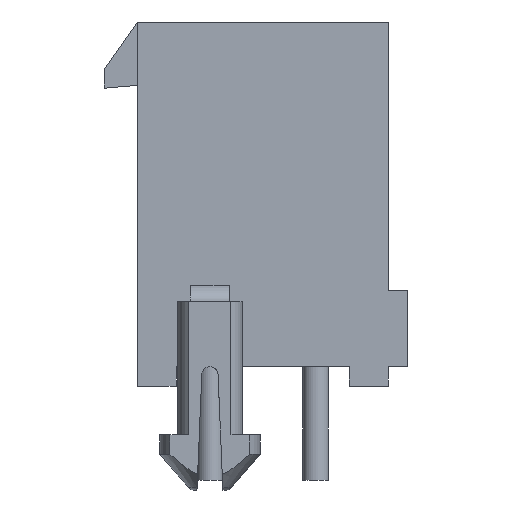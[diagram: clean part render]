
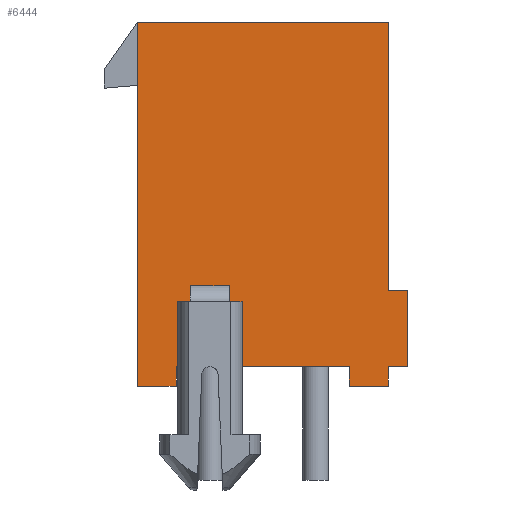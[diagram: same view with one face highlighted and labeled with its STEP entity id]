
A CAD part, left-side view. The second image highlights one B-rep face of the part: STEP entity #6444.
In plain terms, the highlighted planar face has unit normal (-1, 0, 0).
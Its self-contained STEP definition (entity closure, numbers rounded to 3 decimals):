
#374=FACE_OUTER_BOUND('',#788,.T.);
#788=EDGE_LOOP('',(#4715,#4716,#4717,#4718,#4719,#4720,#4721,#4722,#4723,
#4724,#4725,#4726,#4727,#4728,#4729,#4730));
#1134=LINE('',#9048,#1917);
#1430=LINE('',#9657,#2213);
#1440=LINE('',#9677,#2223);
#1441=LINE('',#9679,#2224);
#1442=LINE('',#9681,#2225);
#1443=LINE('',#9683,#2226);
#1444=LINE('',#9685,#2227);
#1445=LINE('',#9687,#2228);
#1446=LINE('',#9689,#2229);
#1447=LINE('',#9691,#2230);
#1448=LINE('',#9693,#2231);
#1449=LINE('',#9694,#2232);
#1450=LINE('',#9696,#2233);
#1451=LINE('',#9698,#2234);
#1452=LINE('',#9700,#2235);
#1453=LINE('',#9701,#2236);
#1917=VECTOR('',#7282,9.83);
#2213=VECTOR('',#7742,14.252);
#2223=VECTOR('',#7754,1.524);
#2224=VECTOR('',#7755,3.175);
#2225=VECTOR('',#7756,4.699);
#2226=VECTOR('',#7757,0.762);
#2227=VECTOR('',#7758,1.524);
#2228=VECTOR('',#7759,0.762);
#2229=VECTOR('',#7760,0.762);
#2230=VECTOR('',#7761,2.997);
#2231=VECTOR('',#7762,0.762);
#2232=VECTOR('',#7763,10.493);
#2233=VECTOR('',#7764,1.524);
#2234=VECTOR('',#7765,0.762);
#2235=VECTOR('',#7766,0.559);
#2236=VECTOR('',#7767,3.175);
#2700=VERTEX_POINT('',#9045);
#2701=VERTEX_POINT('',#9047);
#2932=VERTEX_POINT('',#9656);
#2940=VERTEX_POINT('',#9675);
#2941=VERTEX_POINT('',#9676);
#2942=VERTEX_POINT('',#9678);
#2943=VERTEX_POINT('',#9680);
#2944=VERTEX_POINT('',#9682);
#2945=VERTEX_POINT('',#9684);
#2946=VERTEX_POINT('',#9686);
#2947=VERTEX_POINT('',#9688);
#2948=VERTEX_POINT('',#9690);
#2949=VERTEX_POINT('',#9692);
#2950=VERTEX_POINT('',#9695);
#2951=VERTEX_POINT('',#9697);
#2952=VERTEX_POINT('',#9699);
#3314=EDGE_CURVE('',#2700,#2701,#1134,.T.);
#3610=EDGE_CURVE('',#2932,#2700,#1430,.T.);
#3620=EDGE_CURVE('',#2940,#2941,#1440,.T.);
#3621=EDGE_CURVE('',#2940,#2942,#1441,.T.);
#3622=EDGE_CURVE('',#2942,#2943,#1442,.T.);
#3623=EDGE_CURVE('',#2943,#2944,#1443,.T.);
#3624=EDGE_CURVE('',#2945,#2944,#1444,.T.);
#3625=EDGE_CURVE('',#2945,#2946,#1445,.T.);
#3626=EDGE_CURVE('',#2946,#2947,#1446,.T.);
#3627=EDGE_CURVE('',#2947,#2948,#1447,.T.);
#3628=EDGE_CURVE('',#2949,#2948,#1448,.T.);
#3629=EDGE_CURVE('',#2949,#2701,#1449,.T.);
#3630=EDGE_CURVE('',#2950,#2932,#1450,.T.);
#3631=EDGE_CURVE('',#2951,#2950,#1451,.T.);
#3632=EDGE_CURVE('',#2951,#2952,#1452,.T.);
#3633=EDGE_CURVE('',#2952,#2941,#1453,.T.);
#4715=ORIENTED_EDGE('',*,*,#3620,.F.);
#4716=ORIENTED_EDGE('',*,*,#3621,.T.);
#4717=ORIENTED_EDGE('',*,*,#3622,.T.);
#4718=ORIENTED_EDGE('',*,*,#3623,.T.);
#4719=ORIENTED_EDGE('',*,*,#3624,.F.);
#4720=ORIENTED_EDGE('',*,*,#3625,.T.);
#4721=ORIENTED_EDGE('',*,*,#3626,.T.);
#4722=ORIENTED_EDGE('',*,*,#3627,.T.);
#4723=ORIENTED_EDGE('',*,*,#3628,.F.);
#4724=ORIENTED_EDGE('',*,*,#3629,.T.);
#4725=ORIENTED_EDGE('',*,*,#3314,.F.);
#4726=ORIENTED_EDGE('',*,*,#3610,.F.);
#4727=ORIENTED_EDGE('',*,*,#3630,.F.);
#4728=ORIENTED_EDGE('',*,*,#3631,.F.);
#4729=ORIENTED_EDGE('',*,*,#3632,.T.);
#4730=ORIENTED_EDGE('',*,*,#3633,.T.);
#6097=PLANE('',#6869);
#6444=ADVANCED_FACE('',(#374),#6097,.T.);
#6869=AXIS2_PLACEMENT_3D('',#9674,#7752,#7753);
#7282=DIRECTION('',(0.,-1.,0.));
#7742=DIRECTION('',(0.,0.,1.));
#7752=DIRECTION('center_axis',(-1.,0.,0.));
#7753=DIRECTION('ref_axis',(0.,-1.,0.));
#7754=DIRECTION('',(0.,1.,0.));
#7755=DIRECTION('',(0.,0.,-1.));
#7756=DIRECTION('',(0.,-1.,0.));
#7757=DIRECTION('',(0.,0.,-1.));
#7758=DIRECTION('',(0.,1.,0.));
#7759=DIRECTION('',(0.,0.,1.));
#7760=DIRECTION('',(0.,-1.,0.));
#7761=DIRECTION('',(0.,0.,1.));
#7762=DIRECTION('',(0.,-1.,0.));
#7763=DIRECTION('',(0.,0.,1.));
#7764=DIRECTION('',(0.,1.,0.));
#7765=DIRECTION('',(0.,0.,-1.));
#7766=DIRECTION('',(0.,-1.,0.));
#7767=DIRECTION('',(0.,0.,1.));
#9045=CARTESIAN_POINT('',(-15.265,4.915,14.252));
#9047=CARTESIAN_POINT('',(-15.265,-4.915,14.252));
#9048=CARTESIAN_POINT('',(-15.265,4.915,14.252));
#9656=CARTESIAN_POINT('',(-15.265,4.915,0.));
#9657=CARTESIAN_POINT('',(-15.265,4.915,0.));
#9674=CARTESIAN_POINT('Origin',(-15.265,4.915,14.252));
#9675=CARTESIAN_POINT('',(-15.265,1.308,3.937));
#9676=CARTESIAN_POINT('',(-15.265,2.832,3.937));
#9677=CARTESIAN_POINT('',(-15.265,1.308,3.937));
#9678=CARTESIAN_POINT('',(-15.265,1.308,0.762));
#9679=CARTESIAN_POINT('',(-15.265,1.308,3.937));
#9680=CARTESIAN_POINT('',(-15.265,-3.391,0.762));
#9681=CARTESIAN_POINT('',(-15.265,1.308,0.762));
#9682=CARTESIAN_POINT('',(-15.265,-3.391,0.));
#9683=CARTESIAN_POINT('',(-15.265,-3.391,0.762));
#9684=CARTESIAN_POINT('',(-15.265,-4.915,0.));
#9685=CARTESIAN_POINT('',(-15.265,-4.915,0.));
#9686=CARTESIAN_POINT('',(-15.265,-4.915,0.762));
#9687=CARTESIAN_POINT('',(-15.265,-4.915,0.));
#9688=CARTESIAN_POINT('',(-15.265,-5.677,0.762));
#9689=CARTESIAN_POINT('',(-15.265,-4.915,0.762));
#9690=CARTESIAN_POINT('',(-15.265,-5.677,3.759));
#9691=CARTESIAN_POINT('',(-15.265,-5.677,0.762));
#9692=CARTESIAN_POINT('',(-15.265,-4.915,3.759));
#9693=CARTESIAN_POINT('',(-15.265,-4.915,3.759));
#9694=CARTESIAN_POINT('',(-15.265,-4.915,3.759));
#9695=CARTESIAN_POINT('',(-15.265,3.391,0.));
#9696=CARTESIAN_POINT('',(-15.265,3.391,0.));
#9697=CARTESIAN_POINT('',(-15.265,3.391,0.762));
#9698=CARTESIAN_POINT('',(-15.265,3.391,0.762));
#9699=CARTESIAN_POINT('',(-15.265,2.832,0.762));
#9700=CARTESIAN_POINT('',(-15.265,3.391,0.762));
#9701=CARTESIAN_POINT('',(-15.265,2.832,0.762));
